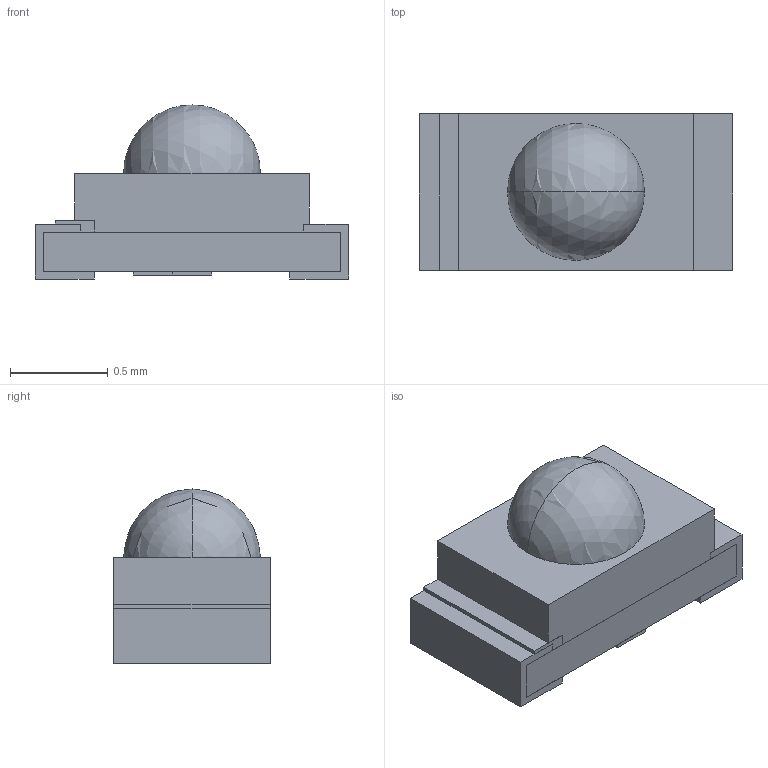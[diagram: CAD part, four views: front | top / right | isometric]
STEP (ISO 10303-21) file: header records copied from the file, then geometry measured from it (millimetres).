
FILE_DESCRIPTION((''),'2;1');
FILE_NAME('4500521862423_ASM','2023-12-18T14:26:00',('JGoswami'),(''),'CREO PARAMETRIC BY PTC INC, 2021304','CREO PARAMETRIC BY PTC INC, 2021304','');
FILE_SCHEMA(('CONFIG_CONTROL_DESIGN'));
Products named in the file (17): 0603_2; 0603_3; 0603_1_ASM; 0603_4; 0603_5; 0603_6; 0603_8; 0603_9; 0603_7_ASM; 0603_10; 0603_12; 0603_13; 0603_14; 0603_11_ASM; 0603_15; 0603_ASM; 4500521862423_ASM
Assembly tree (16 placements, depth 4):
  4500521862423_ASM
    0603_ASM
      0603_1_ASM
        0603_2
        0603_3
      0603_4
      0603_5
      0603_6
      0603_7_ASM
        0603_8
        0603_9
      0603_10
      0603_11_ASM
        0603_12
        0603_13
        0603_14
      0603_15
Bounding box: 1.6 x 0.8 x 0.89 mm (x, y, z)
Volume: 0.7 mm3; surface area: 12.6 mm2
Topology: 12 solids, 12 shells, 181 faces, 468 edges, 315 vertices
Faces by surface type: plane 125, cylinder 44, bspline 8, extrusion 2, sphere 2
Entity records: 7222 total; most frequent: CARTESIAN_POINT 2398, DIRECTION 961, ORIENTED_EDGE 928, EDGE_CURVE 464, VECTOR 329, LINE 327, AXIS2_PLACEMENT_3D 316, VERTEX_POINT 315
